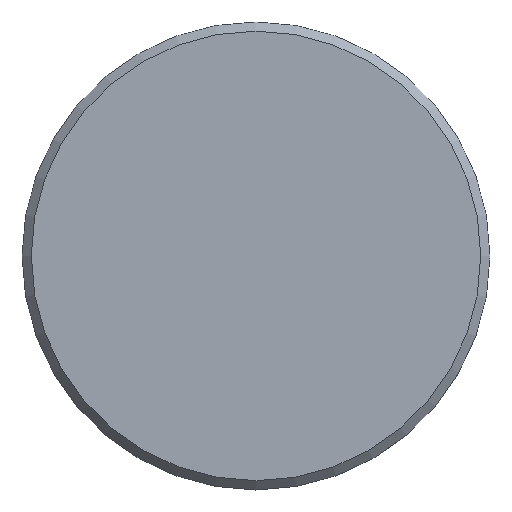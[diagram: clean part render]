
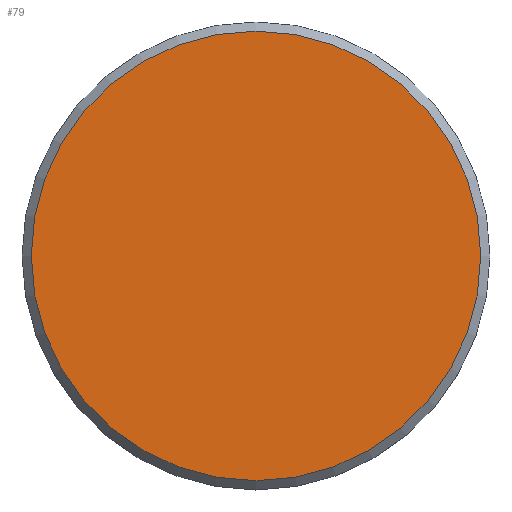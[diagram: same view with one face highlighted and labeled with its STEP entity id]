
A CAD part, top view. The second image highlights one B-rep face of the part: STEP entity #79.
In plain terms, the highlighted planar face has unit normal (0, 0, 1).
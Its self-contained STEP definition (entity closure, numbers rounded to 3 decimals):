
#15=PLANE('',#103);
#21=FACE_OUTER_BOUND('',#26,.T.);
#26=EDGE_LOOP('',(#66));
#37=CIRCLE('',#101,6.1);
#42=VERTEX_POINT('',#143);
#50=EDGE_CURVE('',#42,#42,#37,.T.);
#66=ORIENTED_EDGE('',*,*,#50,.T.);
#79=ADVANCED_FACE('',(#21),#15,.T.);
#101=AXIS2_PLACEMENT_3D('',#145,#123,#124);
#103=AXIS2_PLACEMENT_3D('',#147,#127,#128);
#123=DIRECTION('center_axis',(0.,0.,1.));
#124=DIRECTION('ref_axis',(1.,0.,0.));
#127=DIRECTION('center_axis',(0.,0.,1.));
#128=DIRECTION('ref_axis',(1.,0.,0.));
#143=CARTESIAN_POINT('',(6.1,0.,2.));
#145=CARTESIAN_POINT('Origin',(0.,0.,2.));
#147=CARTESIAN_POINT('Origin',(0.,0.,2.));
